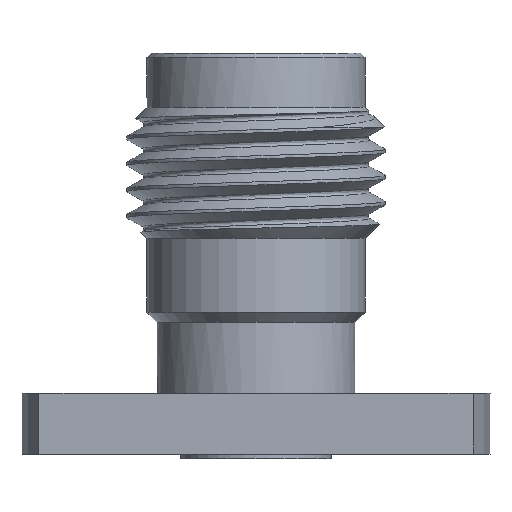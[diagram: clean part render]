
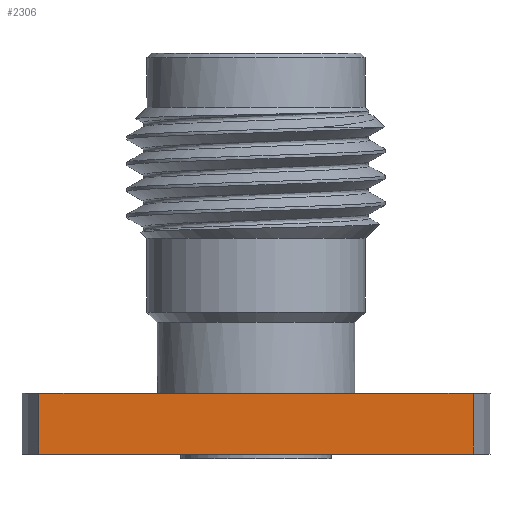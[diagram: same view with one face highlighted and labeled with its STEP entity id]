
A CAD part, left-side view. The second image highlights one B-rep face of the part: STEP entity #2306.
In plain terms, the highlighted planar face has unit normal (-1, 0, 0).
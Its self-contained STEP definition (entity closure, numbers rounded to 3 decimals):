
#47 = DIRECTION ( 'NONE',  ( 0., 0., 1. ) ) ;
#54 = EDGE_CURVE ( 'NONE', #3067, #544, #2598, .T. ) ;
#141 = PLANE ( 'NONE',  #648 ) ;
#167 = ORIENTED_EDGE ( 'NONE', *, *, #54, .F. ) ;
#232 = DIRECTION ( 'NONE',  ( 0., -1., 0. ) ) ;
#233 = CARTESIAN_POINT ( 'NONE',  ( -2.415, 5.873, -1.65 ) ) ;
#237 = ORIENTED_EDGE ( 'NONE', *, *, #885, .F. ) ;
#241 = CARTESIAN_POINT ( 'NONE',  ( -2.415, 1.15, 0. ) ) ;
#286 = ORIENTED_EDGE ( 'NONE', *, *, #1255, .T. ) ;
#303 = CARTESIAN_POINT ( 'NONE',  ( -2.415, 5.873, 0. ) ) ;
#386 = CARTESIAN_POINT ( 'NONE',  ( -2.415, -5.873, -1.65 ) ) ;
#391 = DIRECTION ( 'NONE',  ( 0., 0., 1. ) ) ;
#479 = VECTOR ( 'NONE', #1324, 1000. ) ;
#527 = VERTEX_POINT ( 'NONE', #2708 ) ;
#544 = VERTEX_POINT ( 'NONE', #241 ) ;
#590 = VERTEX_POINT ( 'NONE', #823 ) ;
#648 = AXIS2_PLACEMENT_3D ( 'NONE', #852, #1570, #391 ) ;
#670 = EDGE_CURVE ( 'NONE', #527, #590, #1060, .T. ) ;
#786 = LINE ( 'NONE', #2918, #941 ) ;
#788 = VECTOR ( 'NONE', #2034, 1000. ) ;
#805 = ORIENTED_EDGE ( 'NONE', *, *, #1327, .T. ) ;
#823 = CARTESIAN_POINT ( 'NONE',  ( -2.415, -5.873, 0. ) ) ;
#852 = CARTESIAN_POINT ( 'NONE',  ( -2.415, -5.873, -1.65 ) ) ;
#885 = EDGE_CURVE ( 'NONE', #544, #527, #1521, .T. ) ;
#941 = VECTOR ( 'NONE', #47, 1000. ) ;
#1006 = ORIENTED_EDGE ( 'NONE', *, *, #670, .F. ) ;
#1060 = LINE ( 'NONE', #1831, #479 ) ;
#1110 = FACE_OUTER_BOUND ( 'NONE', #1215, .T. ) ;
#1147 = LINE ( 'NONE', #2827, #2647 ) ;
#1163 = DIRECTION ( 'NONE',  ( 0., 0., 1. ) ) ;
#1215 = EDGE_LOOP ( 'NONE', ( #167, #1886, #805, #286, #1006, #237 ) ) ;
#1255 = EDGE_CURVE ( 'NONE', #2110, #590, #786, .T. ) ;
#1324 = DIRECTION ( 'NONE',  ( 0., -1., 0. ) ) ;
#1327 = EDGE_CURVE ( 'NONE', #1897, #2110, #3050, .T. ) ;
#1516 = EDGE_CURVE ( 'NONE', #1897, #3067, #1147, .T. ) ;
#1521 = LINE ( 'NONE', #1939, #1559 ) ;
#1559 = VECTOR ( 'NONE', #2472, 1000. ) ;
#1570 = DIRECTION ( 'NONE',  ( -1., 0., 0. ) ) ;
#1831 = CARTESIAN_POINT ( 'NONE',  ( -2.415, -5.873, 0. ) ) ;
#1886 = ORIENTED_EDGE ( 'NONE', *, *, #1516, .F. ) ;
#1897 = VERTEX_POINT ( 'NONE', #233 ) ;
#1939 = CARTESIAN_POINT ( 'NONE',  ( -2.415, -5.873, 0. ) ) ;
#1949 = CARTESIAN_POINT ( 'NONE',  ( -2.415, -5.873, 0. ) ) ;
#2034 = DIRECTION ( 'NONE',  ( 0., -1., 0. ) ) ;
#2079 = VECTOR ( 'NONE', #232, 1000. ) ;
#2110 = VERTEX_POINT ( 'NONE', #2333 ) ;
#2306 = ADVANCED_FACE ( 'NONE', ( #1110 ), #141, .T. ) ;
#2333 = CARTESIAN_POINT ( 'NONE',  ( -2.415, -5.873, -1.65 ) ) ;
#2472 = DIRECTION ( 'NONE',  ( 0., -1., 0. ) ) ;
#2598 = LINE ( 'NONE', #1949, #2079 ) ;
#2647 = VECTOR ( 'NONE', #1163, 1000. ) ;
#2708 = CARTESIAN_POINT ( 'NONE',  ( -2.415, -1.15, 0. ) ) ;
#2827 = CARTESIAN_POINT ( 'NONE',  ( -2.415, 5.873, -1.65 ) ) ;
#2918 = CARTESIAN_POINT ( 'NONE',  ( -2.415, -5.873, -1.65 ) ) ;
#3050 = LINE ( 'NONE', #386, #788 ) ;
#3067 = VERTEX_POINT ( 'NONE', #303 ) ;
